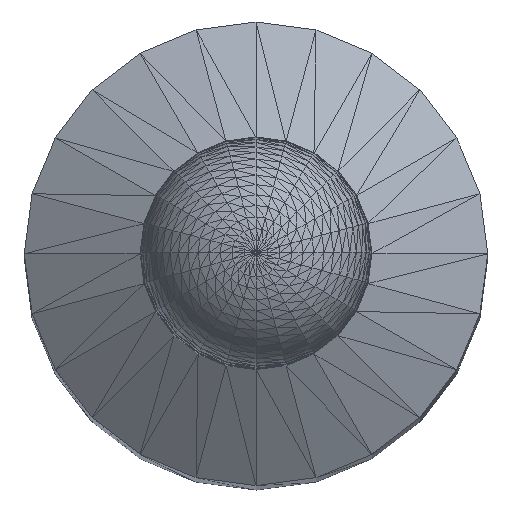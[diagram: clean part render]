
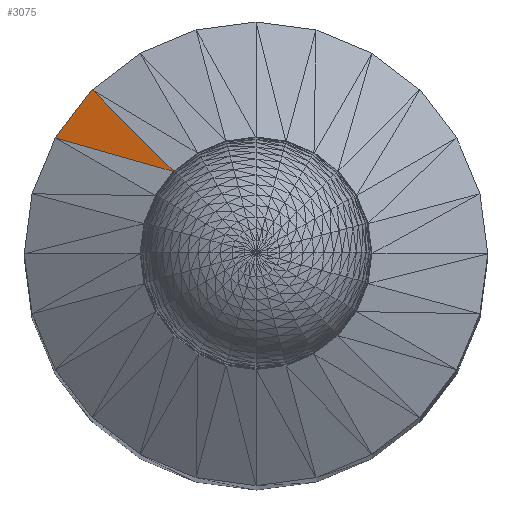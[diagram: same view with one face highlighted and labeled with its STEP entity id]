
A CAD part, top view. The second image highlights one B-rep face of the part: STEP entity #3075.
In plain terms, the highlighted planar face has unit normal (-0.443, 0.34, 0.83).
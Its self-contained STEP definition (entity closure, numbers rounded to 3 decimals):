
#170 = CARTESIAN_POINT('',(-1.299,0.75,18.));
#317 = CARTESIAN_POINT('',(-1.061,1.061,18.));
#410 = CARTESIAN_POINT('',(-0.53,0.53,18.5));
#3069 = DIRECTION('',(-0.443,0.34,0.83));
#3070 = DIRECTION('',(0.,-0.925,0.379));
#3071 = AXIS2_PLACEMENT_3D('',#317,#3069,#3070);
#3072 = PLANE('',#3071);
#3073 = POLY_LOOP('',(#317,#170,#410));
#3074 = FACE_OUTER_BOUND('',#3073,.T.);
#3075 = ADVANCED_FACE('',(#3074),#3072,.T.);
